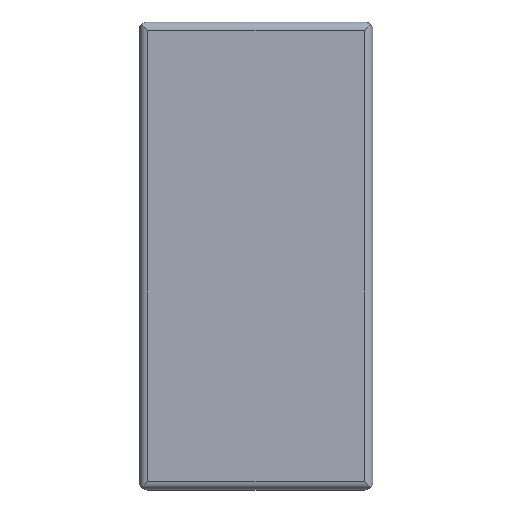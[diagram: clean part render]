
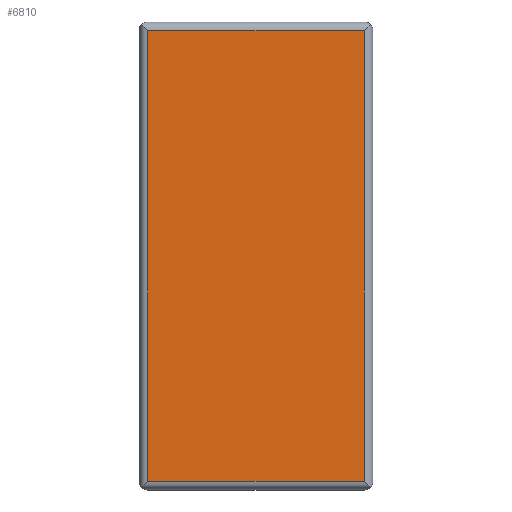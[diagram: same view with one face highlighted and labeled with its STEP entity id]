
A CAD part, top view. The second image highlights one B-rep face of the part: STEP entity #6810.
In plain terms, the highlighted face is planar.
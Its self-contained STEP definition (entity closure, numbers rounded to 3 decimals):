
#220=CARTESIAN_POINT('',(1.5,-38.5,0.));
#230=VERTEX_POINT('',#220);
#260=CARTESIAN_POINT('',(1.5,0.,0.));
#270=DIRECTION('',(0.,-1.,0.));
#280=VECTOR('',#270,1.);
#290=LINE('',#260,#280);
#300=CARTESIAN_POINT('',(1.5,38.5,0.));
#310=VERTEX_POINT('',#300);
#320=EDGE_CURVE('',#310,#230,#290,.T.);
#730=CARTESIAN_POINT('',(38.5,38.5,0.));
#740=VERTEX_POINT('',#730);
#1020=CARTESIAN_POINT('',(0.,38.5,0.));
#1030=DIRECTION('',(-1.,0.,0.));
#1040=VECTOR('',#1030,1.);
#1050=LINE('',#1020,#1040);
#1060=EDGE_CURVE('',#740,#310,#1050,.T.);
#1910=CARTESIAN_POINT('',(38.5,-40.,0.));
#1920=DIRECTION('',(0.,1.,0.));
#1930=VECTOR('',#1920,1.);
#1940=LINE('',#1910,#1930);
#1950=CARTESIAN_POINT('',(38.5,-38.5,0.));
#1960=VERTEX_POINT('',#1950);
#1970=EDGE_CURVE('',#1960,#740,#1940,.T.);
#2490=CARTESIAN_POINT('',(0.,-38.5,0.));
#2500=DIRECTION('',(1.,0.,0.));
#2510=VECTOR('',#2500,1.);
#2520=LINE('',#2490,#2510);
#2530=EDGE_CURVE('',#230,#1960,#2520,.T.);
#6700=CARTESIAN_POINT('',(0.,-40.,0.));
#6710=DIRECTION('',(0.,0.,1.));
#6720=DIRECTION('',(1.,0.,0.));
#6730=AXIS2_PLACEMENT_3D('',#6700,#6710,#6720);
#6740=PLANE('',#6730);
#6750=ORIENTED_EDGE('',*,*,#2530,.F.);
#6760=ORIENTED_EDGE('',*,*,#1970,.F.);
#6770=ORIENTED_EDGE('',*,*,#1060,.F.);
#6780=ORIENTED_EDGE('',*,*,#320,.F.);
#6790=EDGE_LOOP('',(#6780,#6770,#6760,#6750));
#6800=FACE_OUTER_BOUND('',#6790,.T.);
#6810=ADVANCED_FACE('',(#6800),#6740,.F.);
